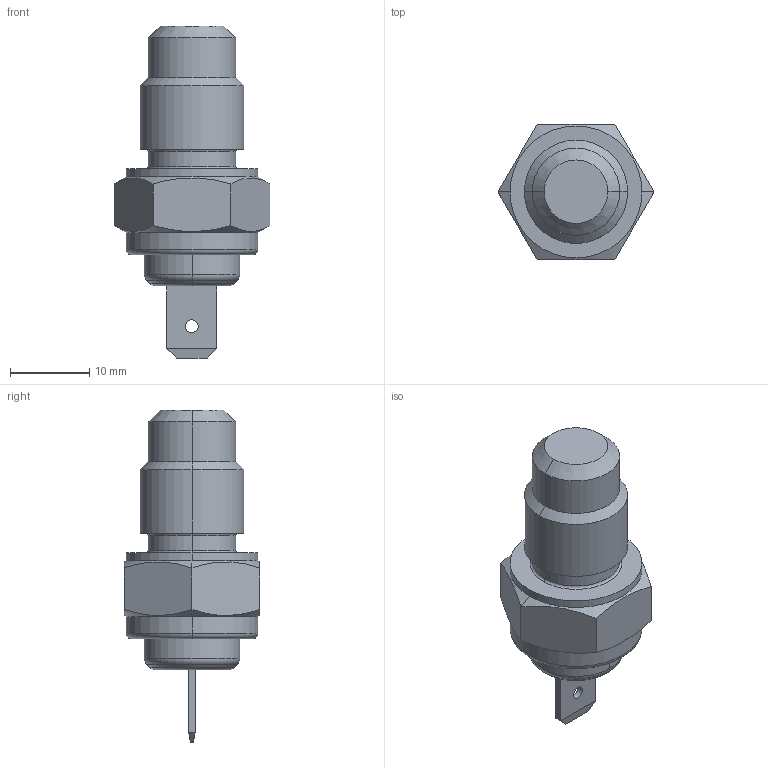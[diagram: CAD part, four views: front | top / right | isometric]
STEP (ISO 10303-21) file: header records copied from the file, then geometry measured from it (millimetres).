
FILE_DESCRIPTION (( 'STEP AP214' ), '1' );
FILE_NAME ('510.STEP', '2020-02-13T10:30:26', ( '' ), ( '' ), 'SwSTEP 2.0', 'SolidWorks 2019', '' );
FILE_SCHEMA (( 'AUTOMOTIVE_DESIGN' ));
Length unit declared in the file: millimetre
Products named in the file (1): 510
Bounding box: 19.63 x 17 x 41.8 mm (x, y, z)
Surface area: 2283.7 mm2 (no closed solid volume)
Topology: 0 solids, 4 shells, 62 faces, 164 edges, 108 vertices
Faces by surface type: plane 20, cylinder 16, torus 14, cone 12
Entity records: 2724 total; most frequent: CARTESIAN_POINT 459, DIRECTION 350, ORIENTED_EDGE 288, EDGE_CURVE 164, AXIS2_PLACEMENT_3D 135, VERTEX_POINT 108, LINE 80, VECTOR 80
